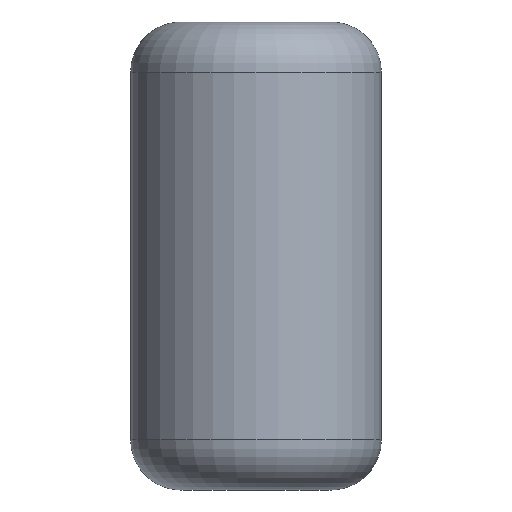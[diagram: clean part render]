
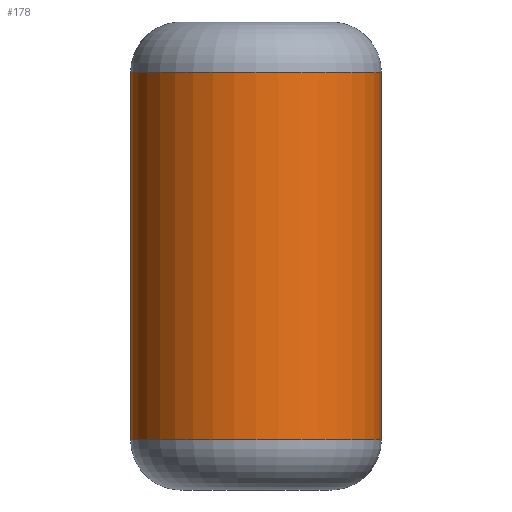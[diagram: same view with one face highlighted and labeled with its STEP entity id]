
A CAD part, front view. The second image highlights one B-rep face of the part: STEP entity #178.
In plain terms, the highlighted cylindrical face has radius 7.5 mm (diameter 15 mm), a partial arc.
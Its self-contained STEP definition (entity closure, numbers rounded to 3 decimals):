
#5 = VERTEX_POINT ( 'NONE', #180 ) ;
#10 = DIRECTION ( 'NONE',  ( 1., 0., 0. ) ) ;
#11 = ORIENTED_EDGE ( 'NONE', *, *, #218, .T. ) ;
#25 = CARTESIAN_POINT ( 'NONE',  ( -7.5, 0., 25. ) ) ;
#35 = VERTEX_POINT ( 'NONE', #168 ) ;
#40 = CARTESIAN_POINT ( 'NONE',  ( 7.5, 0., 28. ) ) ;
#44 = CARTESIAN_POINT ( 'NONE',  ( 0., 0., 28. ) ) ;
#46 = VERTEX_POINT ( 'NONE', #68 ) ;
#56 = LINE ( 'NONE', #40, #92 ) ;
#60 = CARTESIAN_POINT ( 'NONE',  ( 0., 0., 3. ) ) ;
#63 = AXIS2_PLACEMENT_3D ( 'NONE', #44, #96, #216 ) ;
#68 = CARTESIAN_POINT ( 'NONE',  ( 7.5, 0., 3. ) ) ;
#77 = LINE ( 'NONE', #111, #223 ) ;
#92 = VECTOR ( 'NONE', #208, 1000. ) ;
#96 = DIRECTION ( 'NONE',  ( 0., 0., -1. ) ) ;
#103 = ORIENTED_EDGE ( 'NONE', *, *, #112, .F. ) ;
#111 = CARTESIAN_POINT ( 'NONE',  ( -7.5, 0., 28. ) ) ;
#112 = EDGE_CURVE ( 'NONE', #5, #46, #56, .T. ) ;
#122 = EDGE_LOOP ( 'NONE', ( #103, #207, #153, #11 ) ) ;
#123 = FACE_OUTER_BOUND ( 'NONE', #122, .T. ) ;
#126 = DIRECTION ( 'NONE',  ( 0., 0., -1. ) ) ;
#130 = CIRCLE ( 'NONE', #192, 7.5 ) ;
#142 = DIRECTION ( 'NONE',  ( 1., 0., 0. ) ) ;
#146 = EDGE_CURVE ( 'NONE', #5, #149, #179, .T. ) ;
#149 = VERTEX_POINT ( 'NONE', #25 ) ;
#153 = ORIENTED_EDGE ( 'NONE', *, *, #176, .T. ) ;
#154 = AXIS2_PLACEMENT_3D ( 'NONE', #227, #126, #142 ) ;
#168 = CARTESIAN_POINT ( 'NONE',  ( -7.5, 0., 3. ) ) ;
#175 = DIRECTION ( 'NONE',  ( 0., 0., -1. ) ) ;
#176 = EDGE_CURVE ( 'NONE', #149, #35, #77, .T. ) ;
#178 = ADVANCED_FACE ( 'NONE', ( #123 ), #189, .T. ) ;
#179 = CIRCLE ( 'NONE', #154, 7.5 ) ;
#180 = CARTESIAN_POINT ( 'NONE',  ( 7.5, 0., 25. ) ) ;
#189 = CYLINDRICAL_SURFACE ( 'NONE', #63, 7.5 ) ;
#192 = AXIS2_PLACEMENT_3D ( 'NONE', #60, #220, #10 ) ;
#207 = ORIENTED_EDGE ( 'NONE', *, *, #146, .T. ) ;
#208 = DIRECTION ( 'NONE',  ( 0., 0., -1. ) ) ;
#216 = DIRECTION ( 'NONE',  ( -1., 0., 0. ) ) ;
#218 = EDGE_CURVE ( 'NONE', #35, #46, #130, .T. ) ;
#220 = DIRECTION ( 'NONE',  ( 0., 0., 1. ) ) ;
#223 = VECTOR ( 'NONE', #175, 1000. ) ;
#227 = CARTESIAN_POINT ( 'NONE',  ( 0., 0., 25. ) ) ;
